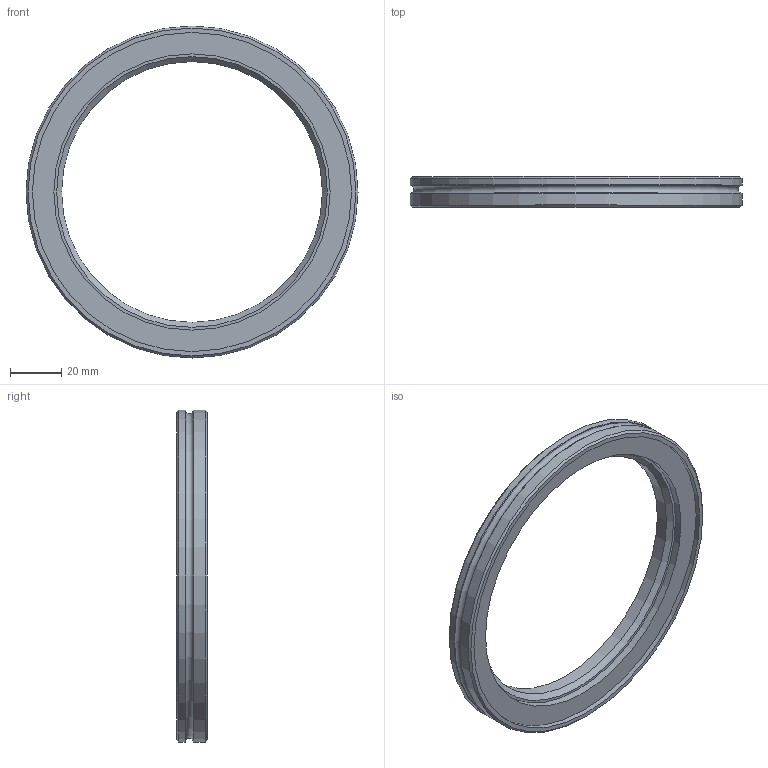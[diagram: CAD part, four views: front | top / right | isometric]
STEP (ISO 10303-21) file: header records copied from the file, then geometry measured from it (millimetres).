
FILE_DESCRIPTION (( 'STEP AP214' ), '1' );
FILE_NAME ('BS1ISOK100108 FULLVAC.STEP', '2024-05-22T08:59:13', ( '' ), ( '' ), 'SwSTEP 2.0', 'SolidWorks 2017', '' );
FILE_SCHEMA (( 'AUTOMOTIVE_DESIGN' ));
Length unit declared in the file: millimetre
Products named in the file (1): BS1ISOK100108 FULLVAC
Bounding box: 130 x 12 x 130 mm (x, y, z)
Volume: 47485.7 mm3; surface area: 18976.9 mm2
Topology: 1 solids, 1 shells, 15 faces, 27 edges, 16 vertices
Faces by surface type: cylinder 5, plane 4, cone 3, torus 3
Full cylindrical faces by diameter (mm): 102.15 x1, 108.2 x1, 125 x1, 130 x2
Entity records: 342 total; most frequent: DIRECTION 62, CARTESIAN_POINT 46, AXIS2_PLACEMENT_3D 31, ORIENTED_EDGE 30, EDGE_LOOP 30, FACE_OUTER_BOUND 23, VERTEX_POINT 15, EDGE_CURVE 15
